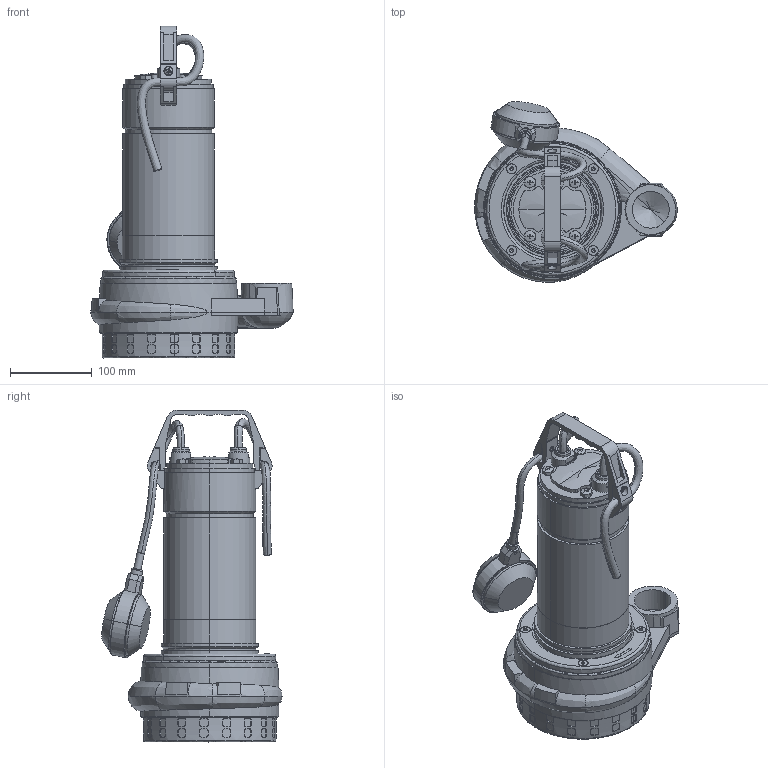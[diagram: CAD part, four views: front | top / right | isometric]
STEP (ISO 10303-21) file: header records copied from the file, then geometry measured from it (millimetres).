
FILE_DESCRIPTION (( 'STEP AP203' ), '1' );
FILE_NAME ('10018137swa00.step', '2023-06-20T14:38:02', ( '' ), ( '' ), 'SwSTEP 2.0', 'SolidWorks 2020', '' );
FILE_SCHEMA (( 'CONFIG_CONTROL_DESIGN' ));
Length unit declared in the file: millimetre
Products named in the file (15): Copia di 4_92_127-L22_semplificato^10018137swa00; Copia di 4_93_432_04_REV00^10018137swa00; Copia di 3_92_153_L240_semplificato^10018137swa00; Copia di Vite_TCB_M5x201^10018137swa00; Copia di MAC3_small 2C+T_GM10_467264_1^10018137swa00; Copia di 4_92_125_semplificato^10018137swa00; Copia di 1_65_091_semplificato^10018137swa00; 10018137swa00; Copia di 3_92_151_semplificato^10018137swa00; Copia di M6x35_UNI_5933^10018137swa00; Copia di 3_92_128_semplificato_fori2^10018137swa00; Copia di 3_65_417_semplificato^10018137swa00; Copia di 3_65_404_semplificato^10018137swa00; Copia di 3_65_405_semplificato^10018137swa00; Copia di 3_92_152-11_5_semplificato^10018137swa00
Assembly tree (26 placements, depth 2):
  10018137swa00
    Copia di 4_93_432_04_REV00^10018137swa00
    Copia di 3_65_417_semplificato^10018137swa00
    Copia di 3_65_405_semplificato^10018137swa00
    Copia di 3_92_153_L240_semplificato^10018137swa00
    Copia di M6x35_UNI_5933^10018137swa00  x4
    Copia di 3_92_128_semplificato_fori2^10018137swa00
    Copia di 4_92_125_semplificato^10018137swa00  x4
    Copia di 4_92_127-L22_semplificato^10018137swa00  x2
    Copia di 3_92_151_semplificato^10018137swa00
    Copia di 3_92_152-11_5_semplificato^10018137swa00  x2
    Copia di MAC3_small 2C+T_GM10_467264_1^10018137swa00
    Copia di Vite_TCB_M5x201^10018137swa00  x5
    Copia di 1_65_091_semplificato^10018137swa00
    Copia di 3_65_404_semplificato^10018137swa00
Bounding box: 247 x 220.33 x 405.2 mm (x, y, z)
Volume: 5651849.6 mm3; surface area: 468770.8 mm2
Topology: 30 solids, 30 shells, 1338 faces, 3425 edges, 2217 vertices
Faces by surface type: plane 646, cylinder 463, bspline 229
Entity records: 69779 total; most frequent: CARTESIAN_POINT 44531, ORIENTED_EDGE 5192, DIRECTION 4241, EDGE_CURVE 2596, VERTEX_POINT 1696, AXIS2_PLACEMENT_3D 1493, VECTOR 1255, LINE 1255
